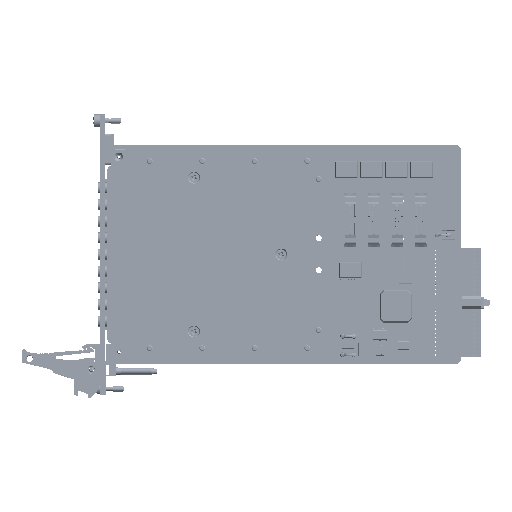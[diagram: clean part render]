
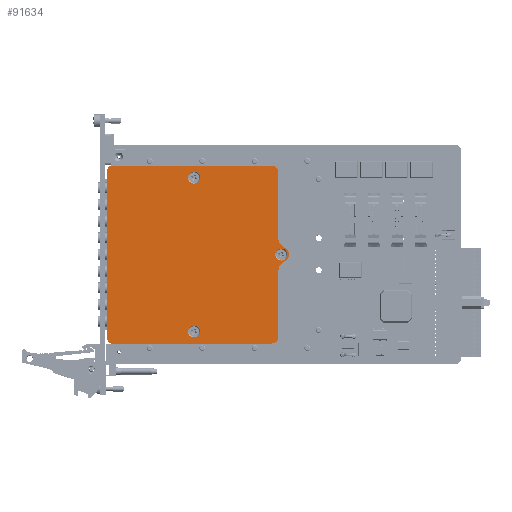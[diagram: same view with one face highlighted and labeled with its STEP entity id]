
A CAD part, top view. The second image highlights one B-rep face of the part: STEP entity #91634.
In plain terms, the highlighted planar face has unit normal (0, 0, 1).
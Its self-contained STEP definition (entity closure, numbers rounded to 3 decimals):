
#22699 = PLANE ( 'NONE',  #210355 ) ;
#22728 = CARTESIAN_POINT ( 'NONE',  ( -65.987, 59.974, -13.872 ) ) ;
#22730 = DIRECTION ( 'NONE',  ( 0., 0., -1. ) ) ;
#22732 = DIRECTION ( 'NONE',  ( -1., 0., 0. ) ) ;
#66486 = CARTESIAN_POINT ( 'NONE',  ( 14.293, 21.274, -13.872 ) ) ;
#66490 = CARTESIAN_POINT ( 'NONE',  ( -25.635, 56.468, -13.872 ) ) ;
#66494 = CARTESIAN_POINT ( 'NONE',  ( -25.635, -13.927, -13.872 ) ) ;
#66816 = CARTESIAN_POINT ( 'NONE',  ( -67.987, 59.974, -13.872 ) ) ;
#66821 = CARTESIAN_POINT ( 'NONE',  ( 7.227, 61.974, -13.872 ) ) ;
#66823 = CARTESIAN_POINT ( 'NONE',  ( -65.987, 61.974, -13.872 ) ) ;
#66826 = CARTESIAN_POINT ( 'NONE',  ( 13.055, 24.422, -13.872 ) ) ;
#66828 = CARTESIAN_POINT ( 'NONE',  ( 10.227, 13.614, -13.872 ) ) ;
#66835 = CARTESIAN_POINT ( 'NONE',  ( 13.055, 18.117, -13.872 ) ) ;
#66837 = CARTESIAN_POINT ( 'NONE',  ( 10.227, 28.926, -13.872 ) ) ;
#66842 = CARTESIAN_POINT ( 'NONE',  ( 10.227, 58.974, -13.872 ) ) ;
#66850 = CARTESIAN_POINT ( 'NONE',  ( -65.987, -19.426, -13.872 ) ) ;
#66853 = CARTESIAN_POINT ( 'NONE',  ( -67.987, -17.426, -13.872 ) ) ;
#66859 = CARTESIAN_POINT ( 'NONE',  ( 7.227, -19.426, -13.872 ) ) ;
#66861 = CARTESIAN_POINT ( 'NONE',  ( 10.227, -16.426, -13.872 ) ) ;
#68169 = VERTEX_POINT ( 'NONE', #66486 ) ;
#68172 = VERTEX_POINT ( 'NONE', #66490 ) ;
#68176 = VERTEX_POINT ( 'NONE', #66494 ) ;
#69005 = FACE_OUTER_BOUND ( 'NONE', #112450, .T. ) ;
#69009 = FACE_BOUND ( 'NONE', #112442, .T. ) ;
#69012 = FACE_BOUND ( 'NONE', #112447, .T. ) ;
#69021 = FACE_BOUND ( 'NONE', #112440, .T. ) ;
#91634 = ADVANCED_FACE ( 'NONE', ( #69009, #69021, #69012, #69005 ), #22699, .F. ) ;
#112440 = EDGE_LOOP ( 'NONE', ( #235018 ) ) ;
#112442 = EDGE_LOOP ( 'NONE', ( #235017 ) ) ;
#112447 = EDGE_LOOP ( 'NONE', ( #235020 ) ) ;
#112450 = EDGE_LOOP ( 'NONE', ( #235023, #235025, #235027, #235029, #235030, #235032, #235033, #235035, #235037, #235039, #235041, #235042 ) ) ;
#135856 = CIRCLE ( 'NONE', #181517, 2. ) ;
#135863 = LINE ( 'NONE', #233159, #135871 ) ;
#135871 = VECTOR ( 'NONE', #233162, 1000. ) ;
#135885 = LINE ( 'NONE', #233168, #135904 ) ;
#135892 = CIRCLE ( 'NONE', #181519, 5. ) ;
#135904 = VECTOR ( 'NONE', #233193, 1000. ) ;
#135921 = CIRCLE ( 'NONE', #181523, 3.5 ) ;
#135931 = CIRCLE ( 'NONE', #181529, 5. ) ;
#135949 = CIRCLE ( 'NONE', #181538, 2. ) ;
#135969 = CIRCLE ( 'NONE', #181543, 3. ) ;
#135982 = LINE ( 'NONE', #233378, #135994 ) ;
#135994 = VECTOR ( 'NONE', #233382, 1000. ) ;
#135996 = LINE ( 'NONE', #233413, #136018 ) ;
#136000 = CIRCLE ( 'NONE', #181563, 3. ) ;
#136004 = CIRCLE ( 'NONE', #181550, 2.75 ) ;
#136009 = CIRCLE ( 'NONE', #181555, 2.75 ) ;
#136014 = CIRCLE ( 'NONE', #181560, 2.75 ) ;
#136018 = VECTOR ( 'NONE', #233460, 1000. ) ;
#136021 = LINE ( 'NONE', #233437, #136024 ) ;
#136024 = VECTOR ( 'NONE', #233462, 1000. ) ;
#159394 = EDGE_CURVE ( 'NONE', #220112, #220091, #135856, .T. ) ;
#159403 = EDGE_CURVE ( 'NONE', #220106, #220112, #135863, .T. ) ;
#159428 = EDGE_CURVE ( 'NONE', #220133, #220136, #135885, .T. ) ;
#159440 = EDGE_CURVE ( 'NONE', #220136, #220116, #135892, .T. ) ;
#159453 = EDGE_CURVE ( 'NONE', #220116, #220130, #135921, .T. ) ;
#159469 = EDGE_CURVE ( 'NONE', #220130, #220121, #135931, .T. ) ;
#159494 = EDGE_CURVE ( 'NONE', #220160, #220157, #135949, .T. ) ;
#159513 = EDGE_CURVE ( 'NONE', #220172, #220163, #135969, .T. ) ;
#159529 = EDGE_CURVE ( 'NONE', #220157, #220172, #135982, .T. ) ;
#159539 = EDGE_CURVE ( 'NONE', #68169, #68169, #136004, .T. ) ;
#159549 = EDGE_CURVE ( 'NONE', #68172, #68172, #136009, .T. ) ;
#159560 = EDGE_CURVE ( 'NONE', #68176, #68176, #136014, .T. ) ;
#159566 = EDGE_CURVE ( 'NONE', #220121, #220163, #135996, .T. ) ;
#159569 = EDGE_CURVE ( 'NONE', #220133, #220106, #136000, .T. ) ;
#159575 = EDGE_CURVE ( 'NONE', #220091, #220160, #136021, .T. ) ;
#181517 = AXIS2_PLACEMENT_3D ( 'NONE', #233148, #233151, #233154 ) ;
#181519 = AXIS2_PLACEMENT_3D ( 'NONE', #233215, #233218, #233220 ) ;
#181523 = AXIS2_PLACEMENT_3D ( 'NONE', #233245, #233248, #233250 ) ;
#181529 = AXIS2_PLACEMENT_3D ( 'NONE', #233276, #233279, #233281 ) ;
#181538 = AXIS2_PLACEMENT_3D ( 'NONE', #233325, #233328, #233331 ) ;
#181543 = AXIS2_PLACEMENT_3D ( 'NONE', #233361, #233364, #233367 ) ;
#181550 = AXIS2_PLACEMENT_3D ( 'NONE', #233403, #233406, #233409 ) ;
#181555 = AXIS2_PLACEMENT_3D ( 'NONE', #233428, #233430, #233433 ) ;
#181560 = AXIS2_PLACEMENT_3D ( 'NONE', #233451, #233454, #233457 ) ;
#181563 = AXIS2_PLACEMENT_3D ( 'NONE', #233470, #233472, #233475 ) ;
#210355 = AXIS2_PLACEMENT_3D ( 'NONE', #22728, #22730, #22732 ) ;
#220091 = VERTEX_POINT ( 'NONE', #66816 ) ;
#220106 = VERTEX_POINT ( 'NONE', #66821 ) ;
#220112 = VERTEX_POINT ( 'NONE', #66823 ) ;
#220116 = VERTEX_POINT ( 'NONE', #66826 ) ;
#220121 = VERTEX_POINT ( 'NONE', #66828 ) ;
#220130 = VERTEX_POINT ( 'NONE', #66835 ) ;
#220133 = VERTEX_POINT ( 'NONE', #66842 ) ;
#220136 = VERTEX_POINT ( 'NONE', #66837 ) ;
#220157 = VERTEX_POINT ( 'NONE', #66850 ) ;
#220160 = VERTEX_POINT ( 'NONE', #66853 ) ;
#220163 = VERTEX_POINT ( 'NONE', #66861 ) ;
#220172 = VERTEX_POINT ( 'NONE', #66859 ) ;
#233148 = CARTESIAN_POINT ( 'NONE',  ( -65.987, 59.974, -13.872 ) ) ;
#233151 = DIRECTION ( 'NONE',  ( 0., 0., 1. ) ) ;
#233154 = DIRECTION ( 'NONE',  ( -1., 0., 0. ) ) ;
#233159 = CARTESIAN_POINT ( 'NONE',  ( 24.713, 61.974, -13.872 ) ) ;
#233162 = DIRECTION ( 'NONE',  ( -1., 0., 0. ) ) ;
#233168 = CARTESIAN_POINT ( 'NONE',  ( 10.227, 61.974, -13.872 ) ) ;
#233193 = DIRECTION ( 'NONE',  ( 0., -1., 0. ) ) ;
#233215 = CARTESIAN_POINT ( 'NONE',  ( 15.227, 28.926, -13.872 ) ) ;
#233218 = DIRECTION ( 'NONE',  ( 0., 0., 1. ) ) ;
#233220 = DIRECTION ( 'NONE',  ( -1., 0., 0. ) ) ;
#233245 = CARTESIAN_POINT ( 'NONE',  ( 11.534, 21.27, -13.872 ) ) ;
#233248 = DIRECTION ( 'NONE',  ( 0., 0., -1. ) ) ;
#233250 = DIRECTION ( 'NONE',  ( 1., 0., 0. ) ) ;
#233276 = CARTESIAN_POINT ( 'NONE',  ( 15.227, 13.614, -13.872 ) ) ;
#233279 = DIRECTION ( 'NONE',  ( 0., 0., 1. ) ) ;
#233281 = DIRECTION ( 'NONE',  ( 1., 0., 0. ) ) ;
#233325 = CARTESIAN_POINT ( 'NONE',  ( -65.987, -17.426, -13.872 ) ) ;
#233328 = DIRECTION ( 'NONE',  ( 0., 0., 1. ) ) ;
#233331 = DIRECTION ( 'NONE',  ( 1., 0., 0. ) ) ;
#233361 = CARTESIAN_POINT ( 'NONE',  ( 7.227, -16.426, -13.872 ) ) ;
#233364 = DIRECTION ( 'NONE',  ( 0., 0., 1. ) ) ;
#233367 = DIRECTION ( 'NONE',  ( -1., 0., 0. ) ) ;
#233378 = CARTESIAN_POINT ( 'NONE',  ( -65.987, -19.426, -13.872 ) ) ;
#233382 = DIRECTION ( 'NONE',  ( 1., 0., 0. ) ) ;
#233403 = CARTESIAN_POINT ( 'NONE',  ( 11.543, 21.274, -13.872 ) ) ;
#233406 = DIRECTION ( 'NONE',  ( 0., 0., 1. ) ) ;
#233409 = DIRECTION ( 'NONE',  ( 1., 0., 0. ) ) ;
#233413 = CARTESIAN_POINT ( 'NONE',  ( 10.227, 13.614, -13.872 ) ) ;
#233428 = CARTESIAN_POINT ( 'NONE',  ( -28.385, 56.468, -13.872 ) ) ;
#233430 = DIRECTION ( 'NONE',  ( 0., 0., 1. ) ) ;
#233433 = DIRECTION ( 'NONE',  ( 1., 0., 0. ) ) ;
#233437 = CARTESIAN_POINT ( 'NONE',  ( -67.987, 59.974, -13.872 ) ) ;
#233451 = CARTESIAN_POINT ( 'NONE',  ( -28.385, -13.927, -13.872 ) ) ;
#233454 = DIRECTION ( 'NONE',  ( 0., 0., 1. ) ) ;
#233457 = DIRECTION ( 'NONE',  ( 1., 0., 0. ) ) ;
#233460 = DIRECTION ( 'NONE',  ( 0., -1., 0. ) ) ;
#233462 = DIRECTION ( 'NONE',  ( 0., -1., 0. ) ) ;
#233470 = CARTESIAN_POINT ( 'NONE',  ( 7.227, 58.974, -13.872 ) ) ;
#233472 = DIRECTION ( 'NONE',  ( 0., 0., 1. ) ) ;
#233475 = DIRECTION ( 'NONE',  ( -1., 0., 0. ) ) ;
#235017 = ORIENTED_EDGE ( 'NONE', *, *, #159560, .F. ) ;
#235018 = ORIENTED_EDGE ( 'NONE', *, *, #159549, .F. ) ;
#235020 = ORIENTED_EDGE ( 'NONE', *, *, #159539, .F. ) ;
#235023 = ORIENTED_EDGE ( 'NONE', *, *, #159529, .T. ) ;
#235025 = ORIENTED_EDGE ( 'NONE', *, *, #159513, .T. ) ;
#235027 = ORIENTED_EDGE ( 'NONE', *, *, #159566, .F. ) ;
#235029 = ORIENTED_EDGE ( 'NONE', *, *, #159469, .F. ) ;
#235030 = ORIENTED_EDGE ( 'NONE', *, *, #159453, .F. ) ;
#235032 = ORIENTED_EDGE ( 'NONE', *, *, #159440, .F. ) ;
#235033 = ORIENTED_EDGE ( 'NONE', *, *, #159428, .F. ) ;
#235035 = ORIENTED_EDGE ( 'NONE', *, *, #159569, .T. ) ;
#235037 = ORIENTED_EDGE ( 'NONE', *, *, #159403, .T. ) ;
#235039 = ORIENTED_EDGE ( 'NONE', *, *, #159394, .T. ) ;
#235041 = ORIENTED_EDGE ( 'NONE', *, *, #159575, .T. ) ;
#235042 = ORIENTED_EDGE ( 'NONE', *, *, #159494, .T. ) ;
